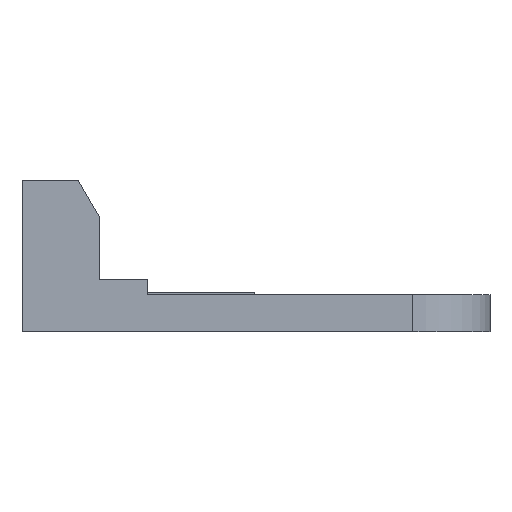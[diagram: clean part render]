
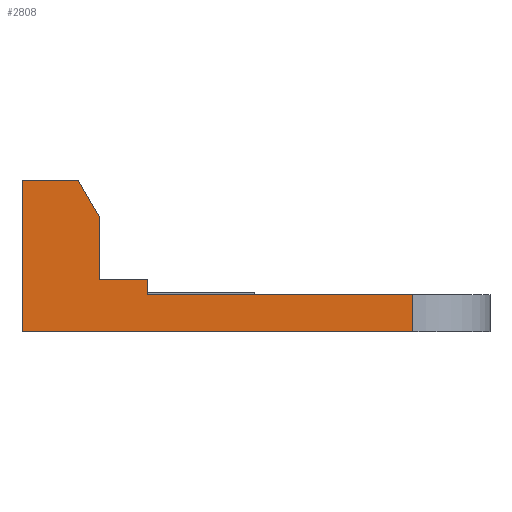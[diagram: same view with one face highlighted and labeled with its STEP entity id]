
A CAD part, left-side view. The second image highlights one B-rep face of the part: STEP entity #2808.
In plain terms, the highlighted planar face has unit normal (-1, 0, 0).
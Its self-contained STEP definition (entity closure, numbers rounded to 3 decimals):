
#2769=AXIS2_PLACEMENT_3D('Plane Axis2P3D',#2766,#2767,#2768) ;
#255=CARTESIAN_POINT('Line Origine',(0.,3.1,1.36)) ;
#259=CARTESIAN_POINT('Vertex',(0.,3.1,0.)) ;
#261=CARTESIAN_POINT('Vertex',(0.,3.1,1.5)) ;
#1654=CARTESIAN_POINT('Vertex',(0.,18.8,0.)) ;
#1657=CARTESIAN_POINT('Line Origine',(0.,18.8,3.05)) ;
#1661=CARTESIAN_POINT('Vertex',(0.,18.8,6.1)) ;
#1948=CARTESIAN_POINT('Vertex',(0.,15.7,4.635)) ;
#1951=CARTESIAN_POINT('Line Origine',(0.,15.7,3.38)) ;
#1955=CARTESIAN_POINT('Vertex',(0.,15.7,2.125)) ;
#2380=CARTESIAN_POINT('Line Origine',(0.,14.725,2.125)) ;
#2384=CARTESIAN_POINT('Vertex',(0.,13.75,2.125)) ;
#2631=CARTESIAN_POINT('Line Origine',(0.,17.673,6.1)) ;
#2635=CARTESIAN_POINT('Vertex',(0.,16.546,6.1)) ;
#2655=CARTESIAN_POINT('Line Origine',(0.,16.123,5.368)) ;
#2698=CARTESIAN_POINT('Line Origine',(0.,13.75,1.813)) ;
#2702=CARTESIAN_POINT('Vertex',(0.,13.75,1.5)) ;
#2766=CARTESIAN_POINT('Axis2P3D Location',(0.,18.8,0.)) ;
#2771=CARTESIAN_POINT('Line Origine',(0.,6.4,0.)) ;
#2775=CARTESIAN_POINT('Vertex',(0.,9.7,0.)) ;
#2778=CARTESIAN_POINT('Line Origine',(0.,6.4,1.5)) ;
#2782=CARTESIAN_POINT('Vertex',(0.,9.7,1.5)) ;
#2785=CARTESIAN_POINT('Line Origine',(0.,11.725,1.5)) ;
#2790=CARTESIAN_POINT('Line Origine',(0.,14.25,0.)) ;
#256=DIRECTION('Vector Direction',(0.,0.,-1.)) ;
#1658=DIRECTION('Vector Direction',(0.,0.,1.)) ;
#1952=DIRECTION('Vector Direction',(0.,0.,1.)) ;
#2381=DIRECTION('Vector Direction',(0.,-1.,0.)) ;
#2632=DIRECTION('Vector Direction',(0.,-1.,0.)) ;
#2656=DIRECTION('Vector Direction',(0.,-0.5,-0.866)) ;
#2699=DIRECTION('Vector Direction',(0.,0.,1.)) ;
#2767=DIRECTION('Axis2P3D Direction',(1.,0.,0.)) ;
#2768=DIRECTION('Axis2P3D XDirection',(0.,1.,0.)) ;
#2772=DIRECTION('Vector Direction',(0.,-1.,0.)) ;
#2779=DIRECTION('Vector Direction',(0.,1.,0.)) ;
#2786=DIRECTION('Vector Direction',(0.,-1.,0.)) ;
#2791=DIRECTION('Vector Direction',(0.,-1.,0.)) ;
#257=VECTOR('Line Direction',#256,1.) ;
#1659=VECTOR('Line Direction',#1658,1.) ;
#1953=VECTOR('Line Direction',#1952,1.) ;
#2382=VECTOR('Line Direction',#2381,1.) ;
#2633=VECTOR('Line Direction',#2632,1.) ;
#2657=VECTOR('Line Direction',#2656,1.) ;
#2700=VECTOR('Line Direction',#2699,1.) ;
#2773=VECTOR('Line Direction',#2772,1.) ;
#2780=VECTOR('Line Direction',#2779,1.) ;
#2787=VECTOR('Line Direction',#2786,1.) ;
#2792=VECTOR('Line Direction',#2791,1.) ;
#2796=ORIENTED_EDGE('',*,*,#2777,.F.) ;
#2797=ORIENTED_EDGE('',*,*,#263,.T.) ;
#2798=ORIENTED_EDGE('',*,*,#2784,.T.) ;
#2799=ORIENTED_EDGE('',*,*,#2789,.F.) ;
#2800=ORIENTED_EDGE('',*,*,#2704,.F.) ;
#2801=ORIENTED_EDGE('',*,*,#2386,.F.) ;
#2802=ORIENTED_EDGE('',*,*,#1957,.F.) ;
#2803=ORIENTED_EDGE('',*,*,#2659,.F.) ;
#2804=ORIENTED_EDGE('',*,*,#2637,.F.) ;
#2805=ORIENTED_EDGE('',*,*,#1663,.F.) ;
#2806=ORIENTED_EDGE('',*,*,#2794,.F.) ;
#2808=ADVANCED_FACE('ISTE WKS1/3.1\\Hauptk\X2\00F6\X0\rper',(#2807),#2770,.F.) ;
#263=EDGE_CURVE('',#260,#262,#258,.F.) ;
#1663=EDGE_CURVE('',#1655,#1662,#1660,.T.) ;
#1957=EDGE_CURVE('',#1949,#1956,#1954,.F.) ;
#2386=EDGE_CURVE('',#1956,#2385,#2383,.T.) ;
#2637=EDGE_CURVE('',#1662,#2636,#2634,.T.) ;
#2659=EDGE_CURVE('',#2636,#1949,#2658,.T.) ;
#2704=EDGE_CURVE('',#2385,#2703,#2701,.F.) ;
#2777=EDGE_CURVE('',#260,#2776,#2774,.F.) ;
#2784=EDGE_CURVE('',#262,#2783,#2781,.T.) ;
#2789=EDGE_CURVE('',#2703,#2783,#2788,.T.) ;
#2794=EDGE_CURVE('',#2776,#1655,#2793,.F.) ;
#2795=EDGE_LOOP('',(#2796,#2797,#2798,#2799,#2800,#2801,#2802,#2803,#2804,#2805,#2806)) ;
#2807=FACE_OUTER_BOUND('',#2795,.T.) ;
#258=LINE('Line',#255,#257) ;
#1660=LINE('Line',#1657,#1659) ;
#1954=LINE('Line',#1951,#1953) ;
#2383=LINE('Line',#2380,#2382) ;
#2634=LINE('Line',#2631,#2633) ;
#2658=LINE('Line',#2655,#2657) ;
#2701=LINE('Line',#2698,#2700) ;
#2774=LINE('Line',#2771,#2773) ;
#2781=LINE('Line',#2778,#2780) ;
#2788=LINE('Line',#2785,#2787) ;
#2793=LINE('Line',#2790,#2792) ;
#2770=PLANE('',#2769) ;
#260=VERTEX_POINT('',#259) ;
#262=VERTEX_POINT('',#261) ;
#1655=VERTEX_POINT('',#1654) ;
#1662=VERTEX_POINT('',#1661) ;
#1949=VERTEX_POINT('',#1948) ;
#1956=VERTEX_POINT('',#1955) ;
#2385=VERTEX_POINT('',#2384) ;
#2636=VERTEX_POINT('',#2635) ;
#2703=VERTEX_POINT('',#2702) ;
#2776=VERTEX_POINT('',#2775) ;
#2783=VERTEX_POINT('',#2782) ;
